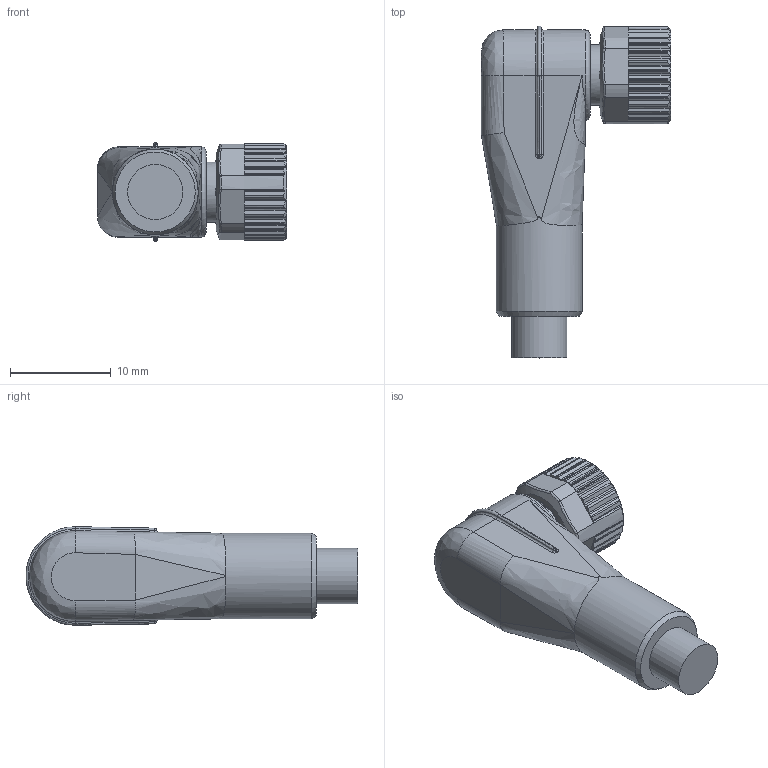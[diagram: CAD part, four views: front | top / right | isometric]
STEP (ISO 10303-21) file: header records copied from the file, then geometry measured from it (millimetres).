
FILE_DESCRIPTION(('FreeCAD Model'),'2;1');
FILE_NAME('C-FA3TZ-T66X.stp','2017-11-21T14:33:10',('CM'),( 'HTM Sensors'),'Open CASCADE STEP processor 6.8','FreeCAD','Unknown' );
FILE_SCHEMA(('CONFIG_CONTROL_DESIGN','SHAPE_APPEARANCE_LAYER_MIM'));
Length unit declared in the file: millimetre
Products named in the file (2): ASSEMBLY; C-FA3TZ-T66X
Assembly tree (1 placements, depth 2):
  ASSEMBLY
    C-FA3TZ-T66X
Bounding box: 18.8 x 33.01 x 9.8 mm (x, y, z)
Volume: 2546.3 mm3; surface area: 1761.5 mm2
Topology: 1 solids, 2 shells, 482 faces, 1279 edges, 814 vertices
Faces by surface type: cylinder 220, plane 162, bspline 51, cone 32, torus 17
Full cylindrical faces by diameter (mm): 1.1 x3, 1.6 x3, 5.5 x1, 5.65 x1, 6 x1, 7.05 x1, 7.1 x1, 8.4 x1, 8.53 x1
Entity records: 70331 total; most frequent: CARTESIAN_POINT 48637, DIRECTION 2996, ORIENTED_EDGE 2546, PCURVE 2546, DEFINITIONAL_REPRESENTATION 2546, B_SPLINE_CURVE_WITH_KNOTS 1911, EDGE_CURVE 1273, SURFACE_CURVE 1248
